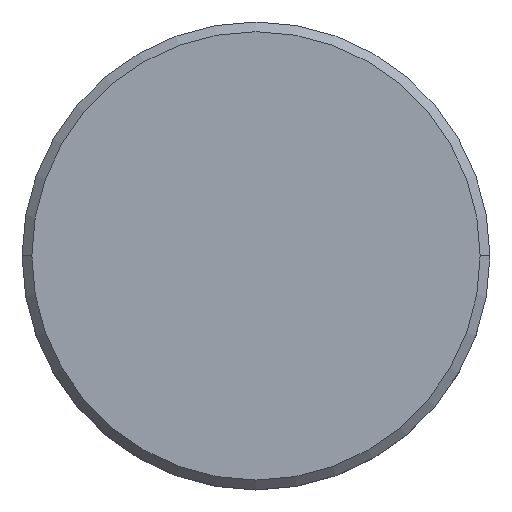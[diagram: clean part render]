
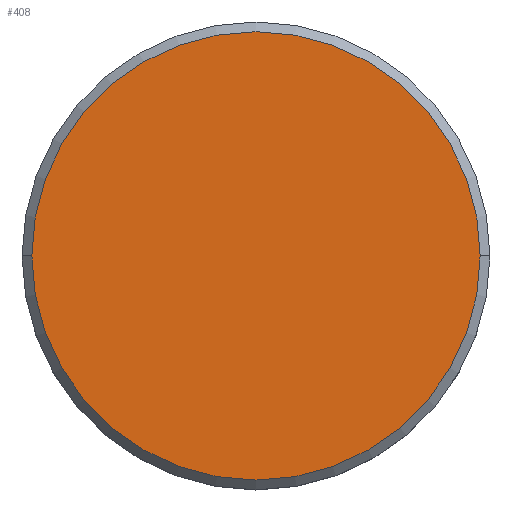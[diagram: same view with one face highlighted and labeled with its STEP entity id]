
A CAD part, top view. The second image highlights one B-rep face of the part: STEP entity #408.
In plain terms, the highlighted planar face has unit normal (0, 0, 1).
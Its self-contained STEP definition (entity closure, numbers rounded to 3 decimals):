
#34 = AXIS2_PLACEMENT_3D ( 'NONE', #793, #1070, #428 ) ;
#77 = DIRECTION ( 'NONE',  ( 1., 0., 0. ) ) ;
#105 = VERTEX_POINT ( 'NONE', #636 ) ;
#148 = EDGE_CURVE ( 'NONE', #478, #105, #943, .T. ) ;
#169 = DIRECTION ( 'NONE',  ( 0., 0., 1. ) ) ;
#195 = CARTESIAN_POINT ( 'NONE',  ( 0., 0., 0. ) ) ;
#220 = DIRECTION ( 'NONE',  ( 0., 0., 1. ) ) ;
#262 = EDGE_CURVE ( 'NONE', #105, #478, #1142, .T. ) ;
#408 = ADVANCED_FACE ( 'NONE', ( #414 ), #517, .T. ) ;
#414 = FACE_OUTER_BOUND ( 'NONE', #1079, .T. ) ;
#428 = DIRECTION ( 'NONE',  ( 1., 0., 0. ) ) ;
#453 = AXIS2_PLACEMENT_3D ( 'NONE', #195, #169, #77 ) ;
#478 = VERTEX_POINT ( 'NONE', #1141 ) ;
#484 = DIRECTION ( 'NONE',  ( 1., 0., 0. ) ) ;
#494 = AXIS2_PLACEMENT_3D ( 'NONE', #1120, #220, #484 ) ;
#517 = PLANE ( 'NONE',  #34 ) ;
#636 = CARTESIAN_POINT ( 'NONE',  ( -11.5, 0., 0. ) ) ;
#639 = ORIENTED_EDGE ( 'NONE', *, *, #262, .T. ) ;
#793 = CARTESIAN_POINT ( 'NONE',  ( 0., 0., 0. ) ) ;
#943 = CIRCLE ( 'NONE', #453, 11.5 ) ;
#1070 = DIRECTION ( 'NONE',  ( 0., 0., 1. ) ) ;
#1079 = EDGE_LOOP ( 'NONE', ( #639, #1099 ) ) ;
#1099 = ORIENTED_EDGE ( 'NONE', *, *, #148, .T. ) ;
#1120 = CARTESIAN_POINT ( 'NONE',  ( 0., 0., 0. ) ) ;
#1141 = CARTESIAN_POINT ( 'NONE',  ( 11.5, 0., 0. ) ) ;
#1142 = CIRCLE ( 'NONE', #494, 11.5 ) ;
